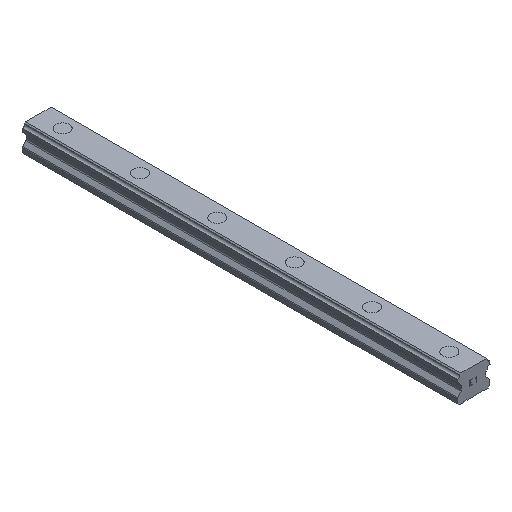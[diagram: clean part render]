
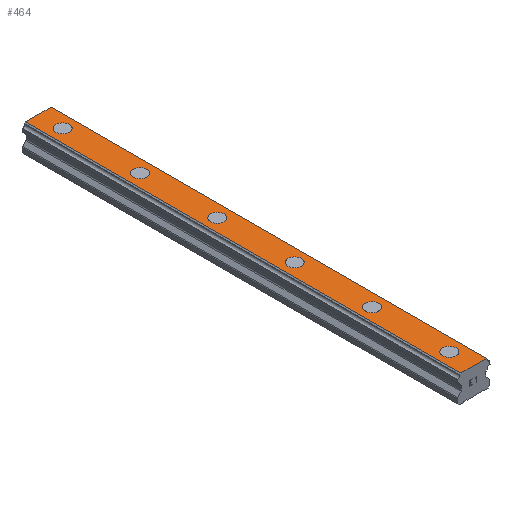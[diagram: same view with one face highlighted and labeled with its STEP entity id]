
A CAD part, isometric view. The second image highlights one B-rep face of the part: STEP entity #464.
In plain terms, the highlighted planar face has unit normal (0, 0, 1).
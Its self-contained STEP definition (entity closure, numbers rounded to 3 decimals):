
#464=ADVANCED_FACE('',(#953,#954,#955,#956,#957,#958,#959),#960,.T.);
#953=FACE_BOUND('',#1466,.T.);
#954=FACE_BOUND('',#1467,.T.);
#955=FACE_BOUND('',#1468,.T.);
#956=FACE_BOUND('',#1469,.T.);
#957=FACE_BOUND('',#1470,.T.);
#958=FACE_BOUND('',#1471,.T.);
#959=FACE_OUTER_BOUND('',#1472,.T.);
#960=PLANE('',#1473);
#1466=EDGE_LOOP('',(#2812,#2813));
#1467=EDGE_LOOP('',(#2814,#2815));
#1468=EDGE_LOOP('',(#2816,#2817));
#1469=EDGE_LOOP('',(#2818,#2819));
#1470=EDGE_LOOP('',(#2820,#2821));
#1471=EDGE_LOOP('',(#2822,#2823));
#1472=EDGE_LOOP('',(#2824,#2825,#2826,#2827));
#1473=AXIS2_PLACEMENT_3D('',#2828,#2829,#2830);
#2812=ORIENTED_EDGE('',*,*,#3069,.T.);
#2813=ORIENTED_EDGE('',*,*,#3465,.T.);
#2814=ORIENTED_EDGE('',*,*,#3059,.T.);
#2815=ORIENTED_EDGE('',*,*,#3471,.T.);
#2816=ORIENTED_EDGE('',*,*,#3049,.T.);
#2817=ORIENTED_EDGE('',*,*,#3477,.T.);
#2818=ORIENTED_EDGE('',*,*,#3039,.T.);
#2819=ORIENTED_EDGE('',*,*,#3483,.T.);
#2820=ORIENTED_EDGE('',*,*,#3029,.T.);
#2821=ORIENTED_EDGE('',*,*,#3489,.T.);
#2822=ORIENTED_EDGE('',*,*,#3019,.T.);
#2823=ORIENTED_EDGE('',*,*,#3495,.T.);
#2824=ORIENTED_EDGE('',*,*,#3444,.T.);
#2825=ORIENTED_EDGE('',*,*,#3542,.F.);
#2826=ORIENTED_EDGE('',*,*,#3314,.T.);
#2827=ORIENTED_EDGE('',*,*,#3540,.T.);
#2828=CARTESIAN_POINT('',(0.0,450.0,27.5));
#2829=DIRECTION('',(0.0,0.0,1.0));
#2830=DIRECTION('',(-1.0,0.0,0.0));
#3019=EDGE_CURVE('',#3598,#3595,#3599,.T.);
#3029=EDGE_CURVE('',#3616,#3613,#3617,.T.);
#3039=EDGE_CURVE('',#3634,#3631,#3635,.T.);
#3049=EDGE_CURVE('',#3652,#3649,#3653,.T.);
#3059=EDGE_CURVE('',#3670,#3667,#3671,.T.);
#3069=EDGE_CURVE('',#3688,#3685,#3689,.T.);
#3314=EDGE_CURVE('',#4057,#4055,#4058,.T.);
#3444=EDGE_CURVE('',#4272,#4270,#4273,.T.);
#3465=EDGE_CURVE('',#3685,#3688,#4312,.T.);
#3471=EDGE_CURVE('',#3667,#3670,#4318,.T.);
#3477=EDGE_CURVE('',#3649,#3652,#4324,.T.);
#3483=EDGE_CURVE('',#3631,#3634,#4330,.T.);
#3489=EDGE_CURVE('',#3613,#3616,#4336,.T.);
#3495=EDGE_CURVE('',#3595,#3598,#4342,.T.);
#3540=EDGE_CURVE('',#4055,#4272,#4387,.T.);
#3542=EDGE_CURVE('',#4057,#4270,#4389,.T.);
#3595=VERTEX_POINT('',#4444);
#3598=VERTEX_POINT('',#4448);
#3599=CIRCLE('',#4449,7.0);
#3613=VERTEX_POINT('',#4466);
#3616=VERTEX_POINT('',#4470);
#3617=CIRCLE('',#4471,7.0);
#3631=VERTEX_POINT('',#4488);
#3634=VERTEX_POINT('',#4492);
#3635=CIRCLE('',#4493,7.0);
#3649=VERTEX_POINT('',#4510);
#3652=VERTEX_POINT('',#4514);
#3653=CIRCLE('',#4515,7.0);
#3667=VERTEX_POINT('',#4532);
#3670=VERTEX_POINT('',#4536);
#3671=CIRCLE('',#4537,7.0);
#3685=VERTEX_POINT('',#4554);
#3688=VERTEX_POINT('',#4558);
#3689=CIRCLE('',#4559,7.0);
#4055=VERTEX_POINT('',#5063);
#4057=VERTEX_POINT('',#5066);
#4058=LINE('',#5067,#5068);
#4270=VERTEX_POINT('',#5366);
#4272=VERTEX_POINT('',#5369);
#4273=LINE('',#5370,#5371);
#4312=CIRCLE('',#5420,7.0);
#4318=CIRCLE('',#5426,7.0);
#4324=CIRCLE('',#5432,7.0);
#4330=CIRCLE('',#5438,7.0);
#4336=CIRCLE('',#5444,7.0);
#4342=CIRCLE('',#5450,7.0);
#4387=LINE('',#5515,#5516);
#4389=LINE('',#5518,#5519);
#4444=CARTESIAN_POINT('',(7.0,25.0,27.5));
#4448=CARTESIAN_POINT('',(-7.0,25.0,27.5));
#4449=AXIS2_PLACEMENT_3D('',#5591,#5592,#5593);
#4466=CARTESIAN_POINT('',(7.0,105.0,27.5));
#4470=CARTESIAN_POINT('',(-7.0,105.0,27.5));
#4471=AXIS2_PLACEMENT_3D('',#5607,#5608,#5609);
#4488=CARTESIAN_POINT('',(7.0,185.0,27.5));
#4492=CARTESIAN_POINT('',(-7.0,185.0,27.5));
#4493=AXIS2_PLACEMENT_3D('',#5623,#5624,#5625);
#4510=CARTESIAN_POINT('',(7.0,265.0,27.5));
#4514=CARTESIAN_POINT('',(-7.0,265.0,27.5));
#4515=AXIS2_PLACEMENT_3D('',#5639,#5640,#5641);
#4532=CARTESIAN_POINT('',(7.0,345.0,27.5));
#4536=CARTESIAN_POINT('',(-7.0,345.0,27.5));
#4537=AXIS2_PLACEMENT_3D('',#5655,#5656,#5657);
#4554=CARTESIAN_POINT('',(7.0,425.0,27.5));
#4558=CARTESIAN_POINT('',(-7.0,425.0,27.5));
#4559=AXIS2_PLACEMENT_3D('',#5671,#5672,#5673);
#5063=CARTESIAN_POINT('',(-13.042,450.0,27.5));
#5066=CARTESIAN_POINT('',(13.042,450.0,27.5));
#5067=CARTESIAN_POINT('',(13.042,450.0,27.5));
#5068=VECTOR('',#5933,1.0);
#5366=CARTESIAN_POINT('',(13.042,0.0,27.5));
#5369=CARTESIAN_POINT('',(-13.042,0.0,27.5));
#5370=CARTESIAN_POINT('',(13.042,0.0,27.5));
#5371=VECTOR('',#6075,1.0);
#5420=AXIS2_PLACEMENT_3D('',#6113,#6114,#6115);
#5426=AXIS2_PLACEMENT_3D('',#6122,#6123,#6124);
#5432=AXIS2_PLACEMENT_3D('',#6131,#6132,#6133);
#5438=AXIS2_PLACEMENT_3D('',#6140,#6141,#6142);
#5444=AXIS2_PLACEMENT_3D('',#6149,#6150,#6151);
#5450=AXIS2_PLACEMENT_3D('',#6158,#6159,#6160);
#5515=CARTESIAN_POINT('',(-13.042,450.0,27.5));
#5516=VECTOR('',#6187,1.0);
#5518=CARTESIAN_POINT('',(13.042,450.0,27.5));
#5519=VECTOR('',#6188,1.0);
#5591=CARTESIAN_POINT('',(0.0,25.0,27.5));
#5592=DIRECTION('',(0.0,0.0,-1.0));
#5593=DIRECTION('',(1.0,0.0,0.0));
#5607=CARTESIAN_POINT('',(0.0,105.0,27.5));
#5608=DIRECTION('',(0.0,0.0,-1.0));
#5609=DIRECTION('',(1.0,0.0,0.0));
#5623=CARTESIAN_POINT('',(0.0,185.0,27.5));
#5624=DIRECTION('',(0.0,0.0,-1.0));
#5625=DIRECTION('',(1.0,0.0,0.0));
#5639=CARTESIAN_POINT('',(0.0,265.0,27.5));
#5640=DIRECTION('',(0.0,0.0,-1.0));
#5641=DIRECTION('',(1.0,0.0,0.0));
#5655=CARTESIAN_POINT('',(0.0,345.0,27.5));
#5656=DIRECTION('',(0.0,0.0,-1.0));
#5657=DIRECTION('',(1.0,0.0,0.0));
#5671=CARTESIAN_POINT('',(0.0,425.0,27.5));
#5672=DIRECTION('',(0.0,0.0,-1.0));
#5673=DIRECTION('',(1.0,0.0,0.0));
#5933=DIRECTION('',(-1.0,0.0,0.0));
#6075=DIRECTION('',(1.0,0.0,0.0));
#6113=CARTESIAN_POINT('',(0.0,425.0,27.5));
#6114=DIRECTION('',(0.0,0.0,-1.0));
#6115=DIRECTION('',(1.0,0.0,0.0));
#6122=CARTESIAN_POINT('',(0.0,345.0,27.5));
#6123=DIRECTION('',(0.0,0.0,-1.0));
#6124=DIRECTION('',(1.0,0.0,0.0));
#6131=CARTESIAN_POINT('',(0.0,265.0,27.5));
#6132=DIRECTION('',(0.0,0.0,-1.0));
#6133=DIRECTION('',(1.0,0.0,0.0));
#6140=CARTESIAN_POINT('',(0.0,185.0,27.5));
#6141=DIRECTION('',(0.0,0.0,-1.0));
#6142=DIRECTION('',(1.0,0.0,0.0));
#6149=CARTESIAN_POINT('',(0.0,105.0,27.5));
#6150=DIRECTION('',(0.0,0.0,-1.0));
#6151=DIRECTION('',(1.0,0.0,0.0));
#6158=CARTESIAN_POINT('',(0.0,25.0,27.5));
#6159=DIRECTION('',(0.0,0.0,-1.0));
#6160=DIRECTION('',(1.0,0.0,0.0));
#6187=DIRECTION('',(0.0,-1.0,0.0));
#6188=DIRECTION('',(0.0,-1.0,0.0));
